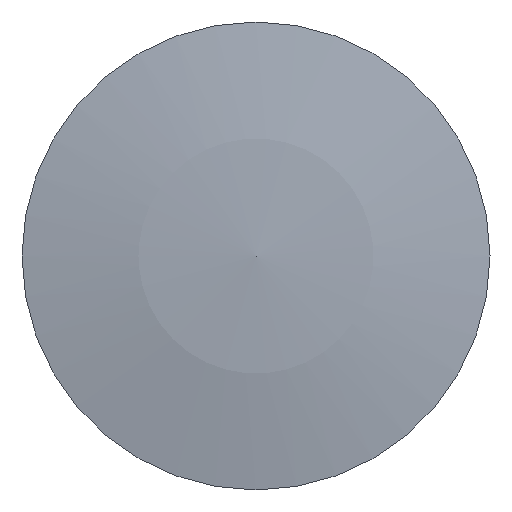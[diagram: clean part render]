
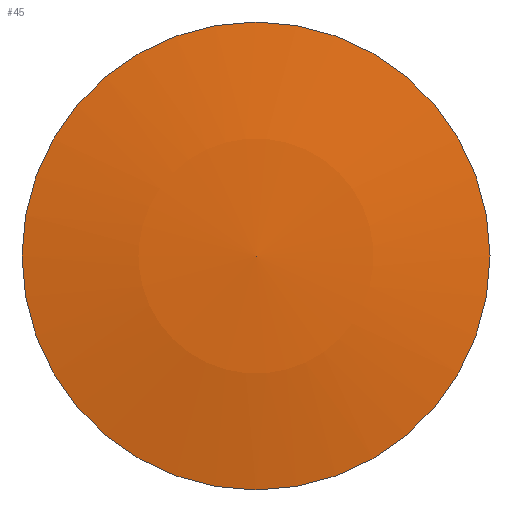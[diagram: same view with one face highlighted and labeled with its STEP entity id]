
A CAD part, left-side view. The second image highlights one B-rep face of the part: STEP entity #45.
In plain terms, the highlighted spherical face has radius 45 mm.
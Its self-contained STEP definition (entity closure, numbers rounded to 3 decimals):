
#45 = ADVANCED_FACE( '', ( #92, #93 ), #94, .T. );
#92 = FACE_BOUND( '', #134, .T. );
#93 = FACE_OUTER_BOUND( '', #135, .T. );
#94 = SPHERICAL_SURFACE( '', #136, 45. );
#134 = VERTEX_LOOP( '', #182 );
#135 = EDGE_LOOP( '', ( #183 ) );
#136 = AXIS2_PLACEMENT_3D( '', #184, #185, #186 );
#182 = VERTEX_POINT( '', #213 );
#183 = ORIENTED_EDGE( '', *, *, #209, .F. );
#184 = CARTESIAN_POINT( '', ( 45., 0., 0. ) );
#185 = DIRECTION( '', ( 1., 0., 0. ) );
#186 = DIRECTION( '', ( 0., 1., 0. ) );
#209 = EDGE_CURVE( '', #233, #233, #234, .T. );
#213 = CARTESIAN_POINT( '', ( 0., 0., 0. ) );
#233 = VERTEX_POINT( '', #258 );
#234 = CIRCLE( '', #259, 8.5 );
#258 = CARTESIAN_POINT( '', ( 0.81, 0., -8.5 ) );
#259 = AXIS2_PLACEMENT_3D( '', #284, #285, #286 );
#284 = CARTESIAN_POINT( '', ( 0.81, 0., 0. ) );
#285 = DIRECTION( '', ( 1., 0., 0. ) );
#286 = DIRECTION( '', ( 0., 0., -1. ) );
